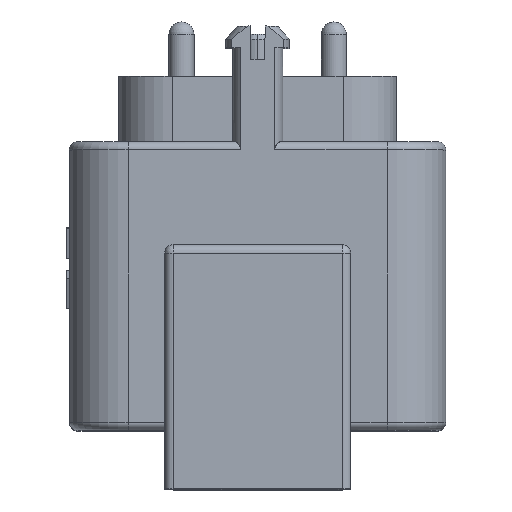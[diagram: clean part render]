
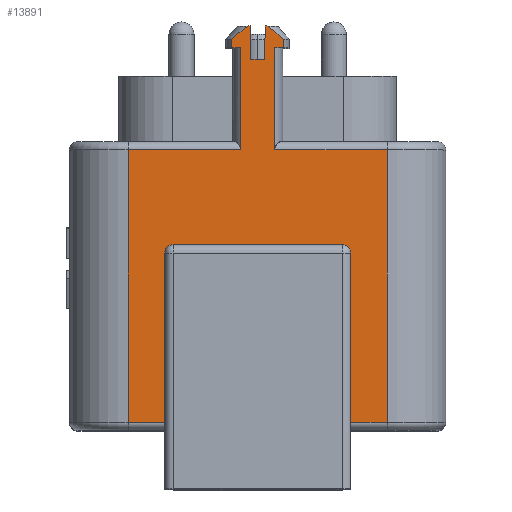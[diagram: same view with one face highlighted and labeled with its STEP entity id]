
A CAD part, top view. The second image highlights one B-rep face of the part: STEP entity #13891.
In plain terms, the highlighted planar face has unit normal (0, 0, 1).
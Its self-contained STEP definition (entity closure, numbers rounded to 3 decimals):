
#215=DIRECTION('',(1.,0.,0.));
#216=VECTOR('',#215,0.83);
#217=CARTESIAN_POINT('',(-0.415,22.15,13.55));
#218=LINE('',#217,#216);
#1194=DIRECTION('',(-0.017,1.,0.));
#1195=VECTOR('',#1194,2.);
#1196=CARTESIAN_POINT('',(-0.415,22.15,13.55));
#1197=LINE('',#1196,#1195);
#1198=DIRECTION('',(-0.017,-1.,0.));
#1199=VECTOR('',#1198,2.);
#1200=CARTESIAN_POINT('',(0.45,24.15,13.55));
#1201=LINE('',#1200,#1199);
#1202=DIRECTION('',(1.,0.,0.));
#1203=VECTOR('',#1202,6.72);
#1204=CARTESIAN_POINT('',(1.02,16.75,13.55));
#1205=LINE('',#1204,#1203);
#1206=DIRECTION('',(0.,1.,0.));
#1207=VECTOR('',#1206,16.25);
#1208=CARTESIAN_POINT('',(7.74,0.5,13.55));
#1209=LINE('',#1208,#1207);
#1210=DIRECTION('',(-1.,0.,0.));
#1211=VECTOR('',#1210,2.19);
#1212=CARTESIAN_POINT('',(7.74,0.5,13.55));
#1213=LINE('',#1212,#1211);
#1214=DIRECTION('',(0.,1.,0.));
#1215=VECTOR('',#1214,10.08);
#1216=CARTESIAN_POINT('',(5.55,0.5,13.55));
#1217=LINE('',#1216,#1215);
#1218=DIRECTION('',(1.,0.,0.));
#1219=VECTOR('',#1218,10.1);
#1220=CARTESIAN_POINT('',(-5.05,11.08,13.55));
#1221=LINE('',#1220,#1219);
#1222=DIRECTION('',(0.,1.,0.));
#1223=VECTOR('',#1222,10.08);
#1224=CARTESIAN_POINT('',(-5.55,0.5,13.55));
#1225=LINE('',#1224,#1223);
#1226=DIRECTION('',(-1.,0.,0.));
#1227=VECTOR('',#1226,2.19);
#1228=CARTESIAN_POINT('',(-5.55,0.5,13.55));
#1229=LINE('',#1228,#1227);
#1230=DIRECTION('',(0.,-1.,0.));
#1231=VECTOR('',#1230,16.25);
#1232=CARTESIAN_POINT('',(-7.74,16.75,13.55));
#1233=LINE('',#1232,#1231);
#1234=DIRECTION('',(1.,0.,0.));
#1235=VECTOR('',#1234,6.72);
#1236=CARTESIAN_POINT('',(-7.74,16.75,13.55));
#1237=LINE('',#1236,#1235);
#1255=DIRECTION('',(-1.,0.,0.));
#1256=VECTOR('',#1255,0.097);
#1257=CARTESIAN_POINT('',(0.547,24.15,13.55));
#1258=LINE('',#1257,#1256);
#1263=DIRECTION('',(-1.,0.,0.));
#1264=VECTOR('',#1263,0.097);
#1265=CARTESIAN_POINT('',(-0.45,24.15,13.55));
#1266=LINE('',#1265,#1264);
#1288=CARTESIAN_POINT('',(-0.547,24.15,13.55));
#1289=CARTESIAN_POINT('',(-0.623,24.11,13.55));
#1290=CARTESIAN_POINT('',(-0.777,24.015,13.55));
#1291=CARTESIAN_POINT('',(-1.019,23.832,13.55));
#1292=CARTESIAN_POINT('',(-1.275,23.611,13.55));
#1293=CARTESIAN_POINT('',(-1.456,23.441,13.55));
#1294=CARTESIAN_POINT('',(-1.549,23.35,13.55));
#1309=DIRECTION('',(0.,-1.,0.));
#1310=VECTOR('',#1309,0.5);
#1311=CARTESIAN_POINT('',(-1.549,23.35,13.55));
#1312=LINE('',#1311,#1310);
#1322=DIRECTION('',(-1.,0.,0.));
#1323=VECTOR('',#1322,0.529);
#1324=CARTESIAN_POINT('',(1.549,22.85,13.55));
#1325=LINE('',#1324,#1323);
#1335=DIRECTION('',(-1.,0.,0.));
#1336=VECTOR('',#1335,0.529);
#1337=CARTESIAN_POINT('',(-1.02,22.85,13.55));
#1338=LINE('',#1337,#1336);
#1348=DIRECTION('',(0.,-1.,0.));
#1349=VECTOR('',#1348,0.5);
#1350=CARTESIAN_POINT('',(1.549,23.35,13.55));
#1351=LINE('',#1350,#1349);
#1361=CARTESIAN_POINT('',(1.549,23.35,13.55));
#1362=CARTESIAN_POINT('',(1.456,23.441,13.55));
#1363=CARTESIAN_POINT('',(1.275,23.611,13.55));
#1364=CARTESIAN_POINT('',(1.019,23.832,13.55));
#1365=CARTESIAN_POINT('',(0.777,24.015,13.55));
#1366=CARTESIAN_POINT('',(0.623,24.11,13.55));
#1367=CARTESIAN_POINT('',(0.547,24.15,13.55));
#1382=DIRECTION('',(0.,1.,0.));
#1383=VECTOR('',#1382,6.1);
#1384=CARTESIAN_POINT('',(1.02,16.75,13.55));
#1385=LINE('',#1384,#1383);
#6264=CARTESIAN_POINT('',(-5.05,10.58,13.55));
#6265=DIRECTION('',(0.,0.,-1.));
#6266=DIRECTION('',(-1.,0.,0.));
#6267=AXIS2_PLACEMENT_3D('',#6264,#6265,#6266);
#6281=CARTESIAN_POINT('',(5.05,10.58,13.55));
#6282=DIRECTION('',(0.,0.,-1.));
#6283=DIRECTION('',(0.,1.,0.));
#6284=AXIS2_PLACEMENT_3D('',#6281,#6282,#6283);
#10135=DIRECTION('',(0.,-1.,0.));
#10136=VECTOR('',#10135,6.1);
#10137=CARTESIAN_POINT('',(-1.02,22.85,13.55));
#10138=LINE('',#10137,#10136);
#11318=CARTESIAN_POINT('',(1.549,22.85,13.55));
#11319=CARTESIAN_POINT('',(1.02,22.85,13.55));
#11320=VERTEX_POINT('',#11318);
#11321=VERTEX_POINT('',#11319);
#11322=CARTESIAN_POINT('',(-1.02,22.85,13.55));
#11323=CARTESIAN_POINT('',(-1.549,22.85,13.55));
#11324=VERTEX_POINT('',#11322);
#11325=VERTEX_POINT('',#11323);
#11332=CARTESIAN_POINT('',(-1.549,23.35,13.55));
#11333=VERTEX_POINT('',#11332);
#11336=VERTEX_POINT('',#1288);
#11338=CARTESIAN_POINT('',(1.549,23.35,13.55));
#11339=VERTEX_POINT('',#11338);
#11342=VERTEX_POINT('',#1367);
#11345=CARTESIAN_POINT('',(0.45,24.15,13.55));
#11347=VERTEX_POINT('',#11345);
#11349=CARTESIAN_POINT('',(-0.45,24.15,13.55));
#11351=VERTEX_POINT('',#11349);
#11820=CARTESIAN_POINT('',(-7.74,16.75,13.55));
#11821=CARTESIAN_POINT('',(-1.02,16.75,13.55));
#11822=VERTEX_POINT('',#11820);
#11823=VERTEX_POINT('',#11821);
#11862=CARTESIAN_POINT('',(7.74,16.75,13.55));
#11863=VERTEX_POINT('',#11862);
#11866=CARTESIAN_POINT('',(1.02,16.75,13.55));
#11867=VERTEX_POINT('',#11866);
#11884=CARTESIAN_POINT('',(5.55,10.58,13.55));
#11885=VERTEX_POINT('',#11884);
#11886=CARTESIAN_POINT('',(5.05,11.08,13.55));
#11888=VERTEX_POINT('',#11886);
#11892=CARTESIAN_POINT('',(-5.05,11.08,13.55));
#11893=VERTEX_POINT('',#11892);
#11894=CARTESIAN_POINT('',(-5.55,10.58,13.55));
#11895=VERTEX_POINT('',#11894);
#11964=CARTESIAN_POINT('',(-7.74,0.5,13.55));
#11965=VERTEX_POINT('',#11964);
#11968=CARTESIAN_POINT('',(-5.55,0.5,13.55));
#11969=VERTEX_POINT('',#11968);
#11970=CARTESIAN_POINT('',(7.74,0.5,13.55));
#11971=CARTESIAN_POINT('',(5.55,0.5,13.55));
#11972=VERTEX_POINT('',#11970);
#11973=VERTEX_POINT('',#11971);
#12163=CARTESIAN_POINT('',(0.415,22.15,13.55));
#12165=VERTEX_POINT('',#12163);
#12167=CARTESIAN_POINT('',(-0.415,22.15,13.55));
#12169=VERTEX_POINT('',#12167);
#13838=CARTESIAN_POINT('',(-11.24,0.,13.55));
#13839=DIRECTION('',(0.,0.,1.));
#13840=DIRECTION('',(1.,0.,0.));
#13841=AXIS2_PLACEMENT_3D('',#13838,#13839,#13840);
#13842=PLANE('',#13841);
#13844=ORIENTED_EDGE('',*,*,#13843,.F.);
#13845=ORIENTED_EDGE('',*,*,#12518,.T.);
#13847=ORIENTED_EDGE('',*,*,#13846,.F.);
#13849=ORIENTED_EDGE('',*,*,#13848,.F.);
#13851=ORIENTED_EDGE('',*,*,#13850,.F.);
#13853=ORIENTED_EDGE('',*,*,#13852,.T.);
#13855=ORIENTED_EDGE('',*,*,#13854,.T.);
#13857=ORIENTED_EDGE('',*,*,#13856,.F.);
#13859=ORIENTED_EDGE('',*,*,#13858,.T.);
#13861=ORIENTED_EDGE('',*,*,#13860,.F.);
#13863=ORIENTED_EDGE('',*,*,#13862,.T.);
#13865=ORIENTED_EDGE('',*,*,#13864,.T.);
#13867=ORIENTED_EDGE('',*,*,#13866,.F.);
#13869=ORIENTED_EDGE('',*,*,#13868,.F.);
#13871=ORIENTED_EDGE('',*,*,#13870,.F.);
#13873=ORIENTED_EDGE('',*,*,#13872,.F.);
#13875=ORIENTED_EDGE('',*,*,#13874,.T.);
#13877=ORIENTED_EDGE('',*,*,#13876,.F.);
#13878=ORIENTED_EDGE('',*,*,#13828,.T.);
#13880=ORIENTED_EDGE('',*,*,#13879,.F.);
#13882=ORIENTED_EDGE('',*,*,#13881,.T.);
#13884=ORIENTED_EDGE('',*,*,#13883,.F.);
#13886=ORIENTED_EDGE('',*,*,#13885,.F.);
#13888=ORIENTED_EDGE('',*,*,#13887,.F.);
#13889=EDGE_LOOP('',(#13844,#13845,#13847,#13849,#13851,#13853,#13855,#13857,
#13859,#13861,#13863,#13865,#13867,#13869,#13871,#13873,#13875,#13877,#13878,
#13880,#13882,#13884,#13886,#13888));
#13890=FACE_OUTER_BOUND('',#13889,.F.);
#13891=ADVANCED_FACE('',(#13890),#13842,.T.);
#1295=B_SPLINE_CURVE_WITH_KNOTS('',3,(#1288,#1289,#1290,#1291,#1292,#1293,
#1294),.UNSPECIFIED.,.F.,.F.,(4,1,1,1,4),(0.,0.25,0.5,0.75,1.),
.UNSPECIFIED.);
#1368=B_SPLINE_CURVE_WITH_KNOTS('',3,(#1361,#1362,#1363,#1364,#1365,#1366,
#1367),.UNSPECIFIED.,.F.,.F.,(4,1,1,1,4),(0.,0.25,0.5,0.75,1.),
.UNSPECIFIED.);
#6268=CIRCLE('',#6267,0.5);
#6285=CIRCLE('',#6284,0.5);
#12518=EDGE_CURVE('',#12169,#12165,#218,.T.);
#13828=EDGE_CURVE('',#11822,#11823,#1237,.T.);
#13843=EDGE_CURVE('',#12169,#11351,#1197,.T.);
#13846=EDGE_CURVE('',#11347,#12165,#1201,.T.);
#13848=EDGE_CURVE('',#11342,#11347,#1258,.T.);
#13850=EDGE_CURVE('',#11339,#11342,#1368,.T.);
#13852=EDGE_CURVE('',#11339,#11320,#1351,.T.);
#13854=EDGE_CURVE('',#11320,#11321,#1325,.T.);
#13856=EDGE_CURVE('',#11867,#11321,#1385,.T.);
#13858=EDGE_CURVE('',#11867,#11863,#1205,.T.);
#13860=EDGE_CURVE('',#11972,#11863,#1209,.T.);
#13862=EDGE_CURVE('',#11972,#11973,#1213,.T.);
#13864=EDGE_CURVE('',#11973,#11885,#1217,.T.);
#13866=EDGE_CURVE('',#11888,#11885,#6285,.T.);
#13868=EDGE_CURVE('',#11893,#11888,#1221,.T.);
#13870=EDGE_CURVE('',#11895,#11893,#6268,.T.);
#13872=EDGE_CURVE('',#11969,#11895,#1225,.T.);
#13874=EDGE_CURVE('',#11969,#11965,#1229,.T.);
#13876=EDGE_CURVE('',#11822,#11965,#1233,.T.);
#13879=EDGE_CURVE('',#11324,#11823,#10138,.T.);
#13881=EDGE_CURVE('',#11324,#11325,#1338,.T.);
#13883=EDGE_CURVE('',#11333,#11325,#1312,.T.);
#13885=EDGE_CURVE('',#11336,#11333,#1295,.T.);
#13887=EDGE_CURVE('',#11351,#11336,#1266,.T.);
